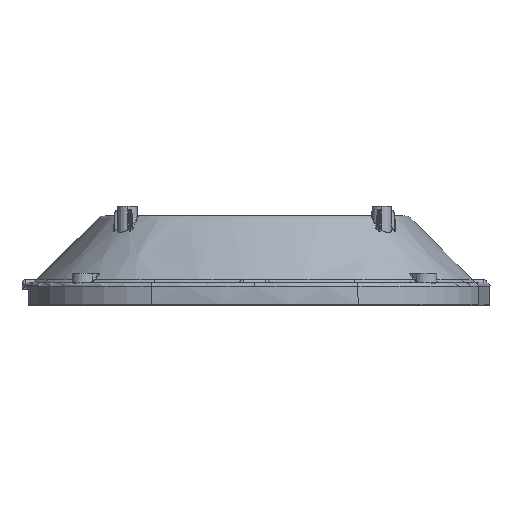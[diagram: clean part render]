
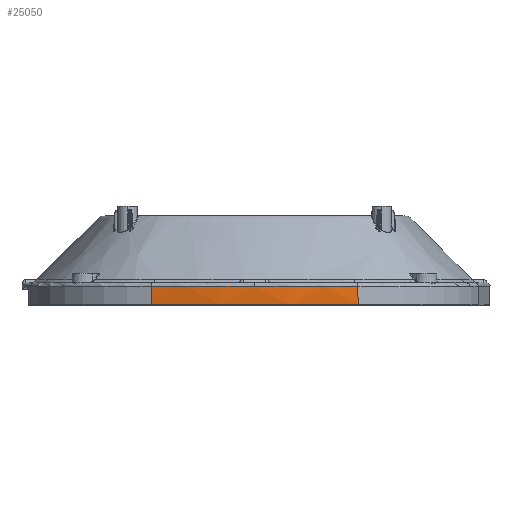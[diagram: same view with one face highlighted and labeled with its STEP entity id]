
A CAD part, top view. The second image highlights one B-rep face of the part: STEP entity #25050.
In plain terms, the highlighted conical face has half-angle 1 degrees and reference radius 189.591 mm.
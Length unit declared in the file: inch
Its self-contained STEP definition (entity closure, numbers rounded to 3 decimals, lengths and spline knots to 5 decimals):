
#1018 = DIRECTION ( 'NONE',  ( -0.004, -1., 0.017 ) ) ;
#1090 = EDGE_CURVE ( 'NONE', #24056, #20406, #37392, .T. ) ;
#3224 = AXIS2_PLACEMENT_3D ( 'NONE', #25721, #30220, #22112 ) ;
#4841 = DIRECTION ( 'NONE',  ( 0., -1., 0. ) ) ;
#6150 = ORIENTED_EDGE ( 'NONE', *, *, #24805, .F. ) ;
#6205 = CARTESIAN_POINT ( 'NONE',  ( 1.69913, 0.01002, 3.6816 ) ) ;
#6675 = VECTOR ( 'NONE', #1018, 39.37008 ) ;
#6704 = VECTOR ( 'NONE', #28384, 39.37008 ) ;
#7638 = DIRECTION ( 'NONE',  ( 0., 0., 1. ) ) ;
#8531 = ORIENTED_EDGE ( 'NONE', *, *, #1090, .T. ) ;
#8671 = DIRECTION ( 'NONE',  ( 1., 0., 0. ) ) ;
#8718 = EDGE_CURVE ( 'NONE', #20406, #32934, #14742, .T. ) ;
#9034 = DIRECTION ( 'NONE',  ( -0.228, 0., 0.974 ) ) ;
#10453 = CIRCLE ( 'NONE', #16601, 7.45905 ) ;
#11590 = FACE_OUTER_BOUND ( 'NONE', #28358, .T. ) ;
#11620 = CARTESIAN_POINT ( 'NONE',  ( -1.69913, 0.01001, 3.6816 ) ) ;
#14742 = CIRCLE ( 'NONE', #3224, 7.46422 ) ;
#15363 = CARTESIAN_POINT ( 'NONE',  ( -1.69913, 0.01001, 3.6816 ) ) ;
#16242 = CARTESIAN_POINT ( 'NONE',  ( 0., 0.30615, -3.58665 ) ) ;
#16601 = AXIS2_PLACEMENT_3D ( 'NONE', #16242, #41317, #9034 ) ;
#17551 = CARTESIAN_POINT ( 'NONE',  ( 1.69913, 0.01002, 3.6816 ) ) ;
#17648 = CARTESIAN_POINT ( 'NONE',  ( 1.69795, 0.30615, 3.67657 ) ) ;
#20406 = VERTEX_POINT ( 'NONE', #15363 ) ;
#20827 = ORIENTED_EDGE ( 'NONE', *, *, #8718, .T. ) ;
#21707 = CARTESIAN_POINT ( 'NONE',  ( 0., 0.30615, 3.8724 ) ) ;
#22112 = DIRECTION ( 'NONE',  ( 0., 0., -1. ) ) ;
#22832 = CIRCLE ( 'NONE', #23578, 7.45905 ) ;
#23578 = AXIS2_PLACEMENT_3D ( 'NONE', #40642, #30495, #7638 ) ;
#23981 = VERTEX_POINT ( 'NONE', #21707 ) ;
#24056 = VERTEX_POINT ( 'NONE', #29643 ) ;
#24805 = EDGE_CURVE ( 'NONE', #24056, #23981, #10453, .T. ) ;
#25050 = ADVANCED_FACE ( 'NONE', ( #11590 ), #45950, .T. ) ;
#25336 = EDGE_CURVE ( 'NONE', #39923, #32934, #42634, .T. ) ;
#25721 = CARTESIAN_POINT ( 'NONE',  ( 0., 0.01001, -3.58665 ) ) ;
#25768 = ORIENTED_EDGE ( 'NONE', *, *, #39103, .F. ) ;
#28358 = EDGE_LOOP ( 'NONE', ( #34048, #25768, #6150, #8531, #20827 ) ) ;
#28384 = DIRECTION ( 'NONE',  ( 0.004, -1., 0.017 ) ) ;
#29643 = CARTESIAN_POINT ( 'NONE',  ( -1.69795, 0.30615, 3.67657 ) ) ;
#30220 = DIRECTION ( 'NONE',  ( 0., 1., 0. ) ) ;
#30495 = DIRECTION ( 'NONE',  ( 0., 1., 0. ) ) ;
#32934 = VERTEX_POINT ( 'NONE', #6205 ) ;
#34048 = ORIENTED_EDGE ( 'NONE', *, *, #25336, .F. ) ;
#37392 = LINE ( 'NONE', #11620, #6675 ) ;
#39103 = EDGE_CURVE ( 'NONE', #23981, #39923, #22832, .T. ) ;
#39923 = VERTEX_POINT ( 'NONE', #17648 ) ;
#40642 = CARTESIAN_POINT ( 'NONE',  ( 0., 0.30615, -3.58665 ) ) ;
#41220 = AXIS2_PLACEMENT_3D ( 'NONE', #44374, #4841, #8671 ) ;
#41317 = DIRECTION ( 'NONE',  ( 0., 1., 0. ) ) ;
#42634 = LINE ( 'NONE', #17551, #6704 ) ;
#44374 = CARTESIAN_POINT ( 'NONE',  ( 0., 0.01001, -3.58665 ) ) ;
#45950 = CONICAL_SURFACE ( 'NONE', #41220, 7.46422, 0.017 ) ;
